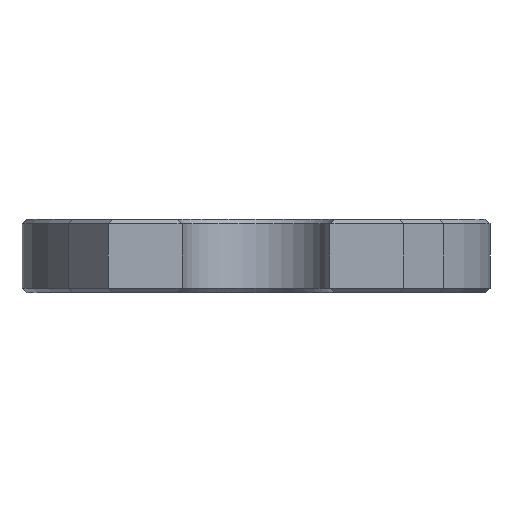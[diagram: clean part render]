
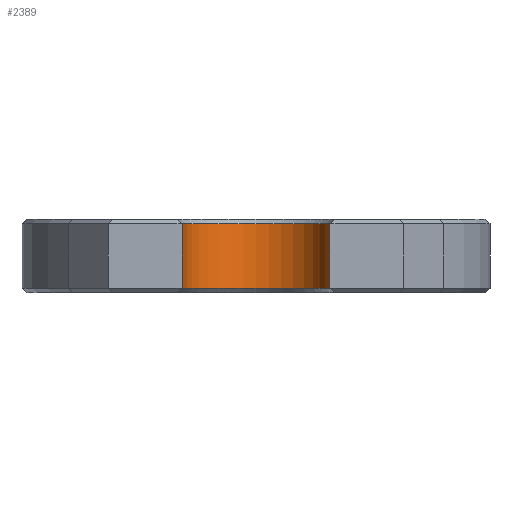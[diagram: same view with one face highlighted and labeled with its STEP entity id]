
A CAD part, front view. The second image highlights one B-rep face of the part: STEP entity #2389.
In plain terms, the highlighted cylindrical face has radius 30 mm (diameter 60 mm), a partial arc.
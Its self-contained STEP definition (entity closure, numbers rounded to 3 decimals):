
#129 = CONICAL_SURFACE('',#130,30.,0.785);
#130 = AXIS2_PLACEMENT_3D('',#131,#132,#133);
#131 = CARTESIAN_POINT('',(0.,-205.,2.));
#132 = DIRECTION('',(-0.,-0.,-1.));
#133 = DIRECTION('',(1.,0.,0.));
#973 = VERTEX_POINT('',#974);
#974 = CARTESIAN_POINT('',(-30.,-205.,2.));
#1009 = PLANE('',#1010);
#1010 = AXIS2_PLACEMENT_3D('',#1011,#1012,#1013);
#1011 = CARTESIAN_POINT('',(-30.,-205.,0.));
#1012 = DIRECTION('',(1.,0.,0.));
#1013 = DIRECTION('',(0.,-1.,0.));
#1077 = VERTEX_POINT('',#1078);
#1078 = CARTESIAN_POINT('',(30.,-205.,2.));
#1099 = EDGE_CURVE('',#1077,#973,#1100,.T.);
#1100 = SURFACE_CURVE('',#1101,(#1106,#1113),.PCURVE_S1.);
#1101 = CIRCLE('',#1102,30.);
#1102 = AXIS2_PLACEMENT_3D('',#1103,#1104,#1105);
#1103 = CARTESIAN_POINT('',(0.,-205.,2.));
#1104 = DIRECTION('',(0.,0.,1.));
#1105 = DIRECTION('',(1.,0.,0.));
#1106 = PCURVE('',#129,#1107);
#1107 = DEFINITIONAL_REPRESENTATION('',(#1108),#1112);
#1108 = LINE('',#1109,#1110);
#1109 = CARTESIAN_POINT('',(-0.,-0.));
#1110 = VECTOR('',#1111,1.);
#1111 = DIRECTION('',(-1.,-0.));
#1112 = ( GEOMETRIC_REPRESENTATION_CONTEXT(2) 
PARAMETRIC_REPRESENTATION_CONTEXT() REPRESENTATION_CONTEXT('2D SPACE',''
  ) );
#1113 = PCURVE('',#1114,#1119);
#1114 = CYLINDRICAL_SURFACE('',#1115,30.);
#1115 = AXIS2_PLACEMENT_3D('',#1116,#1117,#1118);
#1116 = CARTESIAN_POINT('',(0.,-205.,0.));
#1117 = DIRECTION('',(-0.,-0.,-1.));
#1118 = DIRECTION('',(1.,0.,0.));
#1119 = DEFINITIONAL_REPRESENTATION('',(#1120),#1124);
#1120 = LINE('',#1121,#1122);
#1121 = CARTESIAN_POINT('',(-0.,-2.));
#1122 = VECTOR('',#1123,1.);
#1123 = DIRECTION('',(-1.,0.));
#1124 = ( GEOMETRIC_REPRESENTATION_CONTEXT(2) 
PARAMETRIC_REPRESENTATION_CONTEXT() REPRESENTATION_CONTEXT('2D SPACE',''
  ) );
#1221 = PLANE('',#1222);
#1222 = AXIS2_PLACEMENT_3D('',#1223,#1224,#1225);
#1223 = CARTESIAN_POINT('',(30.,-205.,0.));
#1224 = DIRECTION('',(1.,0.,0.));
#1225 = DIRECTION('',(0.,-1.,0.));
#2285 = EDGE_CURVE('',#973,#2286,#2288,.T.);
#2286 = VERTEX_POINT('',#2287);
#2287 = CARTESIAN_POINT('',(-30.,-205.,28.));
#2288 = SURFACE_CURVE('',#2289,(#2293,#2300),.PCURVE_S1.);
#2289 = LINE('',#2290,#2291);
#2290 = CARTESIAN_POINT('',(-30.,-205.,0.));
#2291 = VECTOR('',#2292,1.);
#2292 = DIRECTION('',(0.,0.,1.));
#2293 = PCURVE('',#1009,#2294);
#2294 = DEFINITIONAL_REPRESENTATION('',(#2295),#2299);
#2295 = LINE('',#2296,#2297);
#2296 = CARTESIAN_POINT('',(0.,0.));
#2297 = VECTOR('',#2298,1.);
#2298 = DIRECTION('',(0.,-1.));
#2299 = ( GEOMETRIC_REPRESENTATION_CONTEXT(2) 
PARAMETRIC_REPRESENTATION_CONTEXT() REPRESENTATION_CONTEXT('2D SPACE',''
  ) );
#2300 = PCURVE('',#1114,#2301);
#2301 = DEFINITIONAL_REPRESENTATION('',(#2302),#2306);
#2302 = LINE('',#2303,#2304);
#2303 = CARTESIAN_POINT('',(-3.142,0.));
#2304 = VECTOR('',#2305,1.);
#2305 = DIRECTION('',(-0.,-1.));
#2306 = ( GEOMETRIC_REPRESENTATION_CONTEXT(2) 
PARAMETRIC_REPRESENTATION_CONTEXT() REPRESENTATION_CONTEXT('2D SPACE',''
  ) );
#2389 = ADVANCED_FACE('',(#2390),#1114,.F.);
#2390 = FACE_BOUND('',#2391,.T.);
#2391 = EDGE_LOOP('',(#2392,#2415,#2442,#2443));
#2392 = ORIENTED_EDGE('',*,*,#2393,.T.);
#2393 = EDGE_CURVE('',#1077,#2394,#2396,.T.);
#2394 = VERTEX_POINT('',#2395);
#2395 = CARTESIAN_POINT('',(30.,-205.,28.));
#2396 = SURFACE_CURVE('',#2397,(#2401,#2408),.PCURVE_S1.);
#2397 = LINE('',#2398,#2399);
#2398 = CARTESIAN_POINT('',(30.,-205.,0.));
#2399 = VECTOR('',#2400,1.);
#2400 = DIRECTION('',(0.,0.,1.));
#2401 = PCURVE('',#1114,#2402);
#2402 = DEFINITIONAL_REPRESENTATION('',(#2403),#2407);
#2403 = LINE('',#2404,#2405);
#2404 = CARTESIAN_POINT('',(-0.,0.));
#2405 = VECTOR('',#2406,1.);
#2406 = DIRECTION('',(-0.,-1.));
#2407 = ( GEOMETRIC_REPRESENTATION_CONTEXT(2) 
PARAMETRIC_REPRESENTATION_CONTEXT() REPRESENTATION_CONTEXT('2D SPACE',''
  ) );
#2408 = PCURVE('',#1221,#2409);
#2409 = DEFINITIONAL_REPRESENTATION('',(#2410),#2414);
#2410 = LINE('',#2411,#2412);
#2411 = CARTESIAN_POINT('',(0.,0.));
#2412 = VECTOR('',#2413,1.);
#2413 = DIRECTION('',(0.,-1.));
#2414 = ( GEOMETRIC_REPRESENTATION_CONTEXT(2) 
PARAMETRIC_REPRESENTATION_CONTEXT() REPRESENTATION_CONTEXT('2D SPACE',''
  ) );
#2415 = ORIENTED_EDGE('',*,*,#2416,.T.);
#2416 = EDGE_CURVE('',#2394,#2286,#2417,.T.);
#2417 = SURFACE_CURVE('',#2418,(#2423,#2430),.PCURVE_S1.);
#2418 = CIRCLE('',#2419,30.);
#2419 = AXIS2_PLACEMENT_3D('',#2420,#2421,#2422);
#2420 = CARTESIAN_POINT('',(0.,-205.,28.));
#2421 = DIRECTION('',(0.,0.,1.));
#2422 = DIRECTION('',(1.,0.,0.));
#2423 = PCURVE('',#1114,#2424);
#2424 = DEFINITIONAL_REPRESENTATION('',(#2425),#2429);
#2425 = LINE('',#2426,#2427);
#2426 = CARTESIAN_POINT('',(-0.,-28.));
#2427 = VECTOR('',#2428,1.);
#2428 = DIRECTION('',(-1.,0.));
#2429 = ( GEOMETRIC_REPRESENTATION_CONTEXT(2) 
PARAMETRIC_REPRESENTATION_CONTEXT() REPRESENTATION_CONTEXT('2D SPACE',''
  ) );
#2430 = PCURVE('',#2431,#2436);
#2431 = CONICAL_SURFACE('',#2432,30.,0.785);
#2432 = AXIS2_PLACEMENT_3D('',#2433,#2434,#2435);
#2433 = CARTESIAN_POINT('',(0.,-205.,28.));
#2434 = DIRECTION('',(0.,0.,1.));
#2435 = DIRECTION('',(1.,0.,0.));
#2436 = DEFINITIONAL_REPRESENTATION('',(#2437),#2441);
#2437 = LINE('',#2438,#2439);
#2438 = CARTESIAN_POINT('',(0.,0.));
#2439 = VECTOR('',#2440,1.);
#2440 = DIRECTION('',(1.,0.));
#2441 = ( GEOMETRIC_REPRESENTATION_CONTEXT(2) 
PARAMETRIC_REPRESENTATION_CONTEXT() REPRESENTATION_CONTEXT('2D SPACE',''
  ) );
#2442 = ORIENTED_EDGE('',*,*,#2285,.F.);
#2443 = ORIENTED_EDGE('',*,*,#1099,.F.);
